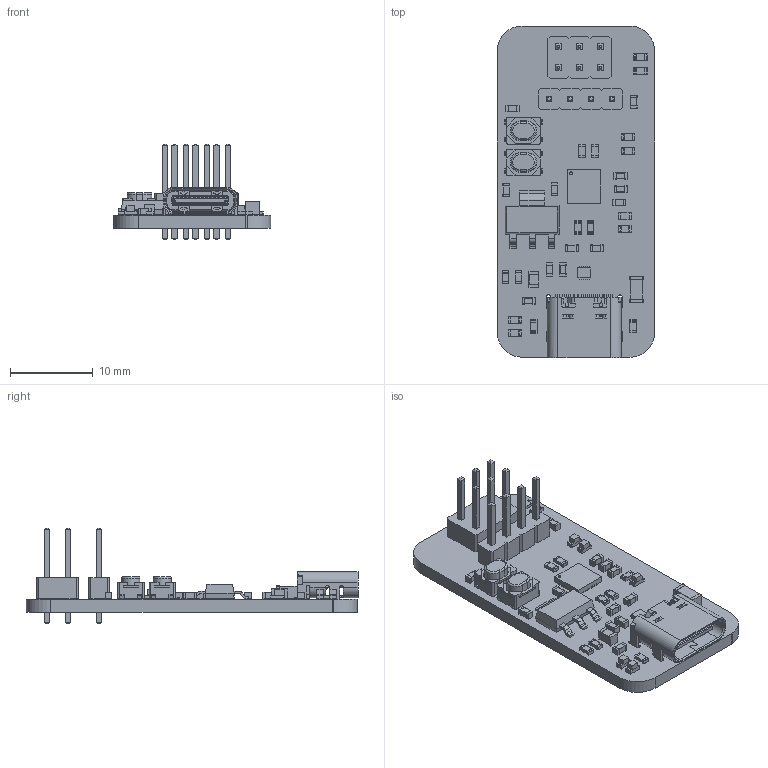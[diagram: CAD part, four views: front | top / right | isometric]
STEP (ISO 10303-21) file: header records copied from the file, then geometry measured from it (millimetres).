
FILE_DESCRIPTION(('KiCad electronic assembly'),'2;1');
FILE_NAME('USB2UART_PROG.step','2024-12-24T16:45:15',('Pcbnew'),('Kicad' ),'Open CASCADE STEP processor 7.8','KiCad to STEP converter', 'Unknown');
FILE_SCHEMA(('AUTOMOTIVE_DESIGN { 1 0 10303 214 1 1 1 1 }'));
Length unit declared in the file: millimetre
Products named in the file (26): USB2UART_PROG 1; C_0603_1608Metric; LED_0603_1608Metric; C_1206_3216Metric; SOT-666; SOT_666; L_0805_2012Metric; R_0603_1608Metric; PinHeader_1x04_P2.54mm_Vertical; PinHeader_1x04_P254mm_Vertical; PinHeader_2x03_P2.54mm_Vertical; PinHeader_2x03_P254mm_Vertical; USB4105-GF-A; USB4105GFA; TLV1117LV33DCYR; DCY4; FT230XQ-R; PTS810_SJM_250_SMTR_LFS; PTS810SJS250SMTR LFS; _autosave-USB2UART_PROG_PCB
Assembly tree (51 placements, depth 3):
  USB2UART_PROG 1
    C_0603_1608Metric  x12
      C_0603_1608Metric
    LED_0603_1608Metric  x5
      LED_0603_1608Metric
    C_1206_3216Metric
      C_1206_3216Metric
    SOT-666
      SOT_666
    L_0805_2012Metric
      L_0805_2012Metric
    R_0603_1608Metric  x11
      R_0603_1608Metric
    PinHeader_1x04_P2.54mm_Vertical
      PinHeader_1x04_P254mm_Vertical
    PinHeader_2x03_P2.54mm_Vertical
      PinHeader_2x03_P254mm_Vertical
    USB4105-GF-A
      USB4105GFA
    TLV1117LV33DCYR
      DCY4
    FT230XQ-R
      FT230XQ-R
    PTS810_SJM_250_SMTR_LFS  x2
      PTS810SJS250SMTR LFS
    _autosave-USB2UART_PROG_PCB
Bounding box: 19 x 40.1 x 11.54 mm (x, y, z)
Volume: 1625.7 mm3; surface area: 3312.5 mm2
Topology: 116 solids, 116 shells, 2558 faces, 6458 edges, 4178 vertices
Faces by surface type: plane 1919, cylinder 551, cone 64, bspline 20, torus 4
Full cylindrical faces by diameter (mm): 0.65 x2, 1 x10
Entity records: 54381 total; most frequent: CARTESIAN_POINT 9372, ORIENTED_EDGE 8532, DIRECTION 8354, EDGE_CURVE 4266, LINE 3554, VECTOR 3554, VERTEX_POINT 2742, AXIS2_PLACEMENT_3D 2400
